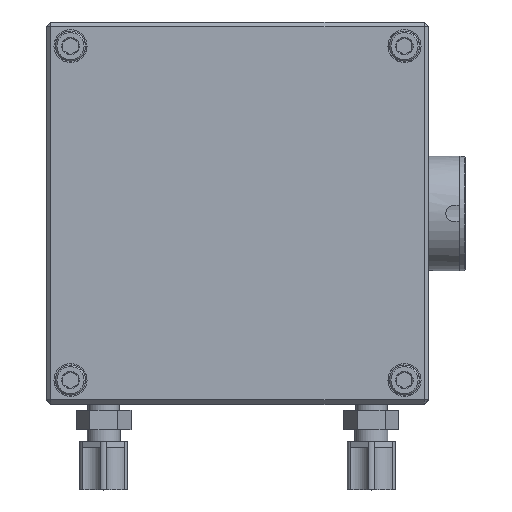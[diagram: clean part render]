
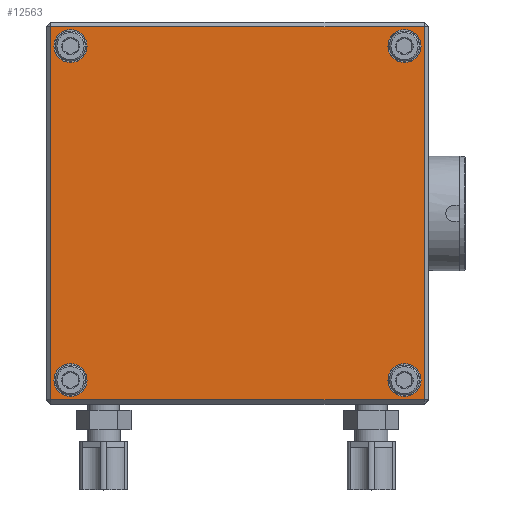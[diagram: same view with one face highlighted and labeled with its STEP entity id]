
A CAD part, top view. The second image highlights one B-rep face of the part: STEP entity #12563.
In plain terms, the highlighted planar face has unit normal (0, 0, 1).
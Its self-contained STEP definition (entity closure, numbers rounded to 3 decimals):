
#95 = VECTOR ( 'NONE', #18406, 1000. ) ;
#204 = VERTEX_POINT ( 'NONE', #21185 ) ;
#233 = AXIS2_PLACEMENT_3D ( 'NONE', #11802, #17139, #291 ) ;
#279 = DIRECTION ( 'NONE',  ( 1., 0., 0. ) ) ;
#291 = DIRECTION ( 'NONE',  ( 1., 0., 0. ) ) ;
#1012 = CARTESIAN_POINT ( 'NONE',  ( -10.768, -41.568, 107.813 ) ) ;
#1221 = ORIENTED_EDGE ( 'NONE', *, *, #15937, .T. ) ;
#1426 = CARTESIAN_POINT ( 'NONE',  ( -2.768, -49.568, 107.813 ) ) ;
#1856 = VERTEX_POINT ( 'NONE', #3404 ) ;
#2017 = CIRCLE ( 'NONE', #233, 5.5 ) ;
#2163 = CARTESIAN_POINT ( 'NONE',  ( -2.768, -48.068, 107.813 ) ) ;
#2200 = CARTESIAN_POINT ( 'NONE',  ( -5.268, -41.568, 107.813 ) ) ;
#2357 = CIRCLE ( 'NONE', #12226, 5.5 ) ;
#2432 = CARTESIAN_POINT ( 'NONE',  ( -4.268, -48.068, 107.813 ) ) ;
#2890 = CARTESIAN_POINT ( 'NONE',  ( -4.268, 77.432, 107.813 ) ) ;
#2992 = CARTESIAN_POINT ( 'NONE',  ( -128.268, -49.568, 107.813 ) ) ;
#3178 = EDGE_CURVE ( 'NONE', #204, #204, #2017, .T. ) ;
#3404 = CARTESIAN_POINT ( 'NONE',  ( -116.268, 69.432, 107.813 ) ) ;
#3703 = VECTOR ( 'NONE', #279, 1000. ) ;
#4091 = ORIENTED_EDGE ( 'NONE', *, *, #20006, .T. ) ;
#4326 = FACE_BOUND ( 'NONE', #21961, .T. ) ;
#4437 = DIRECTION ( 'NONE',  ( 0., 1., 0. ) ) ;
#4812 = CARTESIAN_POINT ( 'NONE',  ( -129.768, 75.932, 107.813 ) ) ;
#4986 = LINE ( 'NONE', #2992, #95 ) ;
#5241 = CIRCLE ( 'NONE', #19783, 5.5 ) ;
#5245 = DIRECTION ( 'NONE',  ( 1., 0., 0. ) ) ;
#5318 = AXIS2_PLACEMENT_3D ( 'NONE', #1012, #16314, #9037 ) ;
#5432 = CARTESIAN_POINT ( 'NONE',  ( -121.768, 69.432, 107.813 ) ) ;
#6082 = ORIENTED_EDGE ( 'NONE', *, *, #14867, .T. ) ;
#6398 = EDGE_LOOP ( 'NONE', ( #12305 ) ) ;
#6410 = EDGE_CURVE ( 'NONE', #17475, #17475, #14908, .T. ) ;
#6536 = VECTOR ( 'NONE', #16465, 1000. ) ;
#6929 = VERTEX_POINT ( 'NONE', #14960 ) ;
#8775 = EDGE_LOOP ( 'NONE', ( #6082, #14460, #4091, #1221 ) ) ;
#9037 = DIRECTION ( 'NONE',  ( 1., 0., 0. ) ) ;
#9129 = CARTESIAN_POINT ( 'NONE',  ( -128.268, 75.932, 107.813 ) ) ;
#10617 = VECTOR ( 'NONE', #4437, 1000. ) ;
#11051 = FACE_BOUND ( 'NONE', #13044, .T. ) ;
#11306 = LINE ( 'NONE', #4812, #6536 ) ;
#11766 = DIRECTION ( 'NONE',  ( 0., 0., 1. ) ) ;
#11802 = CARTESIAN_POINT ( 'NONE',  ( -10.768, 69.432, 107.813 ) ) ;
#12169 = DIRECTION ( 'NONE',  ( 1., 0., 0. ) ) ;
#12226 = AXIS2_PLACEMENT_3D ( 'NONE', #5432, #17095, #12169 ) ;
#12305 = ORIENTED_EDGE ( 'NONE', *, *, #3178, .F. ) ;
#12563 = ADVANCED_FACE ( 'NONE', ( #19410, #14405, #4326, #11051, #16963 ), #20610, .T. ) ;
#12961 = DIRECTION ( 'NONE',  ( 0., 0., 1. ) ) ;
#13044 = EDGE_LOOP ( 'NONE', ( #17310 ) ) ;
#13291 = DIRECTION ( 'NONE',  ( 1., 0., 0. ) ) ;
#13488 = VERTEX_POINT ( 'NONE', #21945 ) ;
#14269 = VERTEX_POINT ( 'NONE', #2432 ) ;
#14405 = FACE_BOUND ( 'NONE', #6398, .T. ) ;
#14460 = ORIENTED_EDGE ( 'NONE', *, *, #16380, .T. ) ;
#14867 = EDGE_CURVE ( 'NONE', #21307, #21882, #4986, .T. ) ;
#14908 = CIRCLE ( 'NONE', #5318, 5.5 ) ;
#14960 = CARTESIAN_POINT ( 'NONE',  ( -4.268, 75.932, 107.813 ) ) ;
#15204 = AXIS2_PLACEMENT_3D ( 'NONE', #1426, #11766, #5245 ) ;
#15937 = EDGE_CURVE ( 'NONE', #6929, #21307, #11306, .T. ) ;
#16314 = DIRECTION ( 'NONE',  ( 0., 0., 1. ) ) ;
#16380 = EDGE_CURVE ( 'NONE', #21882, #14269, #20474, .T. ) ;
#16465 = DIRECTION ( 'NONE',  ( -1., 0., 0. ) ) ;
#16551 = LINE ( 'NONE', #2890, #10617 ) ;
#16645 = EDGE_CURVE ( 'NONE', #1856, #1856, #2357, .T. ) ;
#16963 = FACE_OUTER_BOUND ( 'NONE', #8775, .T. ) ;
#17095 = DIRECTION ( 'NONE',  ( 0., 0., 1. ) ) ;
#17139 = DIRECTION ( 'NONE',  ( 0., 0., 1. ) ) ;
#17310 = ORIENTED_EDGE ( 'NONE', *, *, #18394, .F. ) ;
#17475 = VERTEX_POINT ( 'NONE', #2200 ) ;
#17800 = ORIENTED_EDGE ( 'NONE', *, *, #6410, .F. ) ;
#18394 = EDGE_CURVE ( 'NONE', #13488, #13488, #5241, .T. ) ;
#18406 = DIRECTION ( 'NONE',  ( 0., -1., 0. ) ) ;
#19410 = FACE_BOUND ( 'NONE', #20180, .T. ) ;
#19752 = CARTESIAN_POINT ( 'NONE',  ( -128.268, -48.068, 107.813 ) ) ;
#19783 = AXIS2_PLACEMENT_3D ( 'NONE', #20182, #12961, #13291 ) ;
#20006 = EDGE_CURVE ( 'NONE', #14269, #6929, #16551, .T. ) ;
#20180 = EDGE_LOOP ( 'NONE', ( #21304 ) ) ;
#20182 = CARTESIAN_POINT ( 'NONE',  ( -121.768, -41.568, 107.813 ) ) ;
#20474 = LINE ( 'NONE', #2163, #3703 ) ;
#20610 = PLANE ( 'NONE',  #15204 ) ;
#21185 = CARTESIAN_POINT ( 'NONE',  ( -5.268, 69.432, 107.813 ) ) ;
#21304 = ORIENTED_EDGE ( 'NONE', *, *, #16645, .F. ) ;
#21307 = VERTEX_POINT ( 'NONE', #9129 ) ;
#21882 = VERTEX_POINT ( 'NONE', #19752 ) ;
#21945 = CARTESIAN_POINT ( 'NONE',  ( -116.268, -41.568, 107.813 ) ) ;
#21961 = EDGE_LOOP ( 'NONE', ( #17800 ) ) ;
